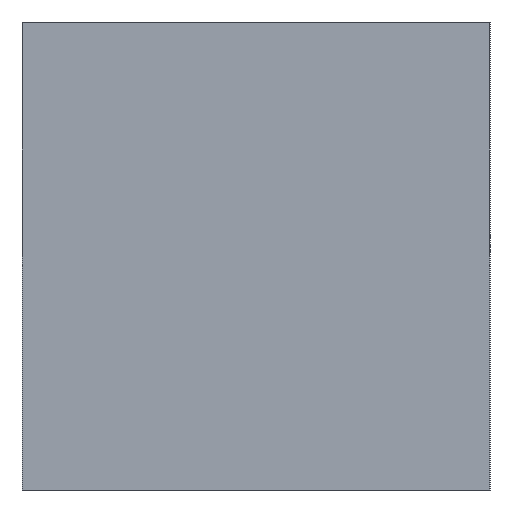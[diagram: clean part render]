
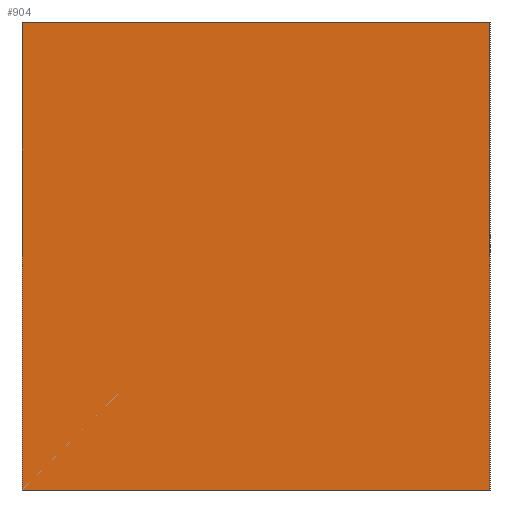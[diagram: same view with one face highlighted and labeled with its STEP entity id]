
A CAD part, left-side view. The second image highlights one B-rep face of the part: STEP entity #904.
In plain terms, the highlighted planar face has unit normal (-1, 0, 0).
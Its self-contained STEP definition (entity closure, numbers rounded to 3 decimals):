
#287 = CARTESIAN_POINT ( 'NONE',  ( -170.25, 0., 50. ) ) ;
#483 = DIRECTION ( 'NONE',  ( 1., 0., 0. ) ) ;
#575 = EDGE_CURVE ( 'NONE', #2279, #2878, #1541, .T. ) ;
#692 = EDGE_CURVE ( 'NONE', #2878, #2735, #1591, .T. ) ;
#776 = VECTOR ( 'NONE', #2961, 1000. ) ;
#829 = LINE ( 'NONE', #2012, #3503 ) ;
#904 = ADVANCED_FACE ( 'NONE', ( #2802 ), #3103, .F. ) ;
#909 = ORIENTED_EDGE ( 'NONE', *, *, #3413, .T. ) ;
#970 = EDGE_LOOP ( 'NONE', ( #1273, #2848, #1713, #909 ) ) ;
#1210 = CARTESIAN_POINT ( 'NONE',  ( -170.25, 100., 50. ) ) ;
#1273 = ORIENTED_EDGE ( 'NONE', *, *, #1523, .T. ) ;
#1408 = CARTESIAN_POINT ( 'NONE',  ( -170.25, 100., 50. ) ) ;
#1523 = EDGE_CURVE ( 'NONE', #3444, #2735, #3214, .T. ) ;
#1541 = LINE ( 'NONE', #1210, #776 ) ;
#1591 = LINE ( 'NONE', #2847, #3233 ) ;
#1713 = ORIENTED_EDGE ( 'NONE', *, *, #575, .F. ) ;
#1743 = CARTESIAN_POINT ( 'NONE',  ( -170.25, 100., 50. ) ) ;
#1896 = CARTESIAN_POINT ( 'NONE',  ( -170.25, 100., -50. ) ) ;
#1944 = VECTOR ( 'NONE', #2047, 1000. ) ;
#2012 = CARTESIAN_POINT ( 'NONE',  ( -170.25, 100., -50. ) ) ;
#2047 = DIRECTION ( 'NONE',  ( 0., 0., 1. ) ) ;
#2279 = VERTEX_POINT ( 'NONE', #1896 ) ;
#2735 = VERTEX_POINT ( 'NONE', #3682 ) ;
#2802 = FACE_OUTER_BOUND ( 'NONE', #970, .T. ) ;
#2824 = DIRECTION ( 'NONE',  ( 0., -1., 0. ) ) ;
#2830 = CARTESIAN_POINT ( 'NONE',  ( -170.25, 0., -50. ) ) ;
#2847 = CARTESIAN_POINT ( 'NONE',  ( -170.25, 100., 50. ) ) ;
#2848 = ORIENTED_EDGE ( 'NONE', *, *, #692, .F. ) ;
#2878 = VERTEX_POINT ( 'NONE', #1408 ) ;
#2912 = DIRECTION ( 'NONE',  ( 0., 0., -1. ) ) ;
#2961 = DIRECTION ( 'NONE',  ( 0., 0., 1. ) ) ;
#3103 = PLANE ( 'NONE',  #3170 ) ;
#3170 = AXIS2_PLACEMENT_3D ( 'NONE', #1743, #483, #2912 ) ;
#3214 = LINE ( 'NONE', #287, #1944 ) ;
#3233 = VECTOR ( 'NONE', #2824, 1000. ) ;
#3413 = EDGE_CURVE ( 'NONE', #2279, #3444, #829, .T. ) ;
#3444 = VERTEX_POINT ( 'NONE', #2830 ) ;
#3503 = VECTOR ( 'NONE', #3749, 1000. ) ;
#3682 = CARTESIAN_POINT ( 'NONE',  ( -170.25, 0., 50. ) ) ;
#3749 = DIRECTION ( 'NONE',  ( 0., -1., 0. ) ) ;
